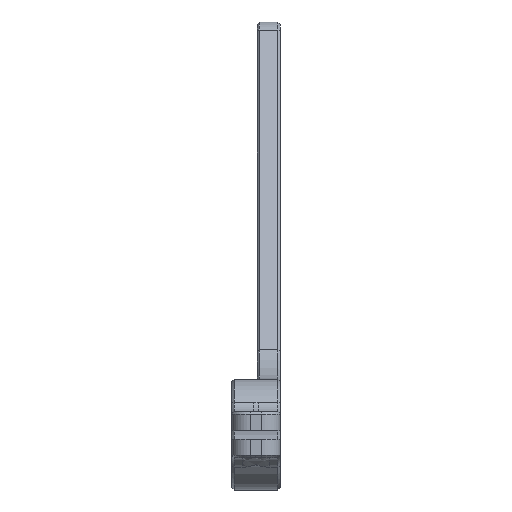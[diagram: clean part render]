
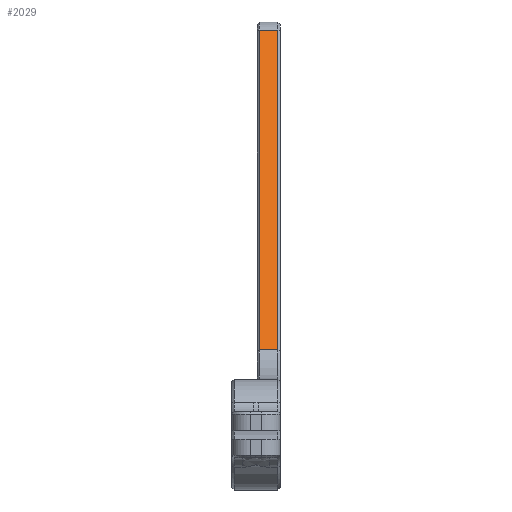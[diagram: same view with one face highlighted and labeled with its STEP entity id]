
A CAD part, left-side view. The second image highlights one B-rep face of the part: STEP entity #2029.
In plain terms, the highlighted planar face has unit normal (-0.735, 0, 0.678).
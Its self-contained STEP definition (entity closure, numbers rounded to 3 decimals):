
#67 = LINE ( 'NONE', #371, #580 ) ;
#197 = ORIENTED_EDGE ( 'NONE', *, *, #4299, .T. ) ;
#237 = AXIS2_PLACEMENT_3D ( 'NONE', #4238, #2063, #4272 ) ;
#371 = CARTESIAN_POINT ( 'NONE',  ( 90.94, 0., 18.437 ) ) ;
#423 = CARTESIAN_POINT ( 'NONE',  ( 90.94, 4.5, 18.437 ) ) ;
#580 = VECTOR ( 'NONE', #3724, 1000. ) ;
#885 = VERTEX_POINT ( 'NONE', #3271 ) ;
#925 = EDGE_CURVE ( 'NONE', #3921, #1419, #67, .T. ) ;
#989 = VECTOR ( 'NONE', #4743, 1000. ) ;
#1143 = DIRECTION ( 'NONE',  ( -0.678, 0., -0.735 ) ) ;
#1150 = EDGE_CURVE ( 'NONE', #1950, #3921, #3831, .T. ) ;
#1254 = ORIENTED_EDGE ( 'NONE', *, *, #2242, .F. ) ;
#1419 = VERTEX_POINT ( 'NONE', #4597 ) ;
#1919 = LINE ( 'NONE', #3851, #4928 ) ;
#1950 = VERTEX_POINT ( 'NONE', #3392 ) ;
#1994 = CARTESIAN_POINT ( 'NONE',  ( 155.055, 5., 87.921 ) ) ;
#2029 = ADVANCED_FACE ( 'NONE', ( #3002 ), #4638, .F. ) ;
#2063 = DIRECTION ( 'NONE',  ( 0.735, 0., -0.678 ) ) ;
#2242 = EDGE_CURVE ( 'NONE', #1950, #885, #2509, .T. ) ;
#2318 = DIRECTION ( 'NONE',  ( 0.678, 0., 0.735 ) ) ;
#2509 = LINE ( 'NONE', #1994, #989 ) ;
#2821 = ORIENTED_EDGE ( 'NONE', *, *, #1150, .T. ) ;
#3002 = FACE_OUTER_BOUND ( 'NONE', #3945, .T. ) ;
#3271 = CARTESIAN_POINT ( 'NONE',  ( 155.055, 0.5, 87.921 ) ) ;
#3392 = CARTESIAN_POINT ( 'NONE',  ( 155.055, 4.5, 87.921 ) ) ;
#3724 = DIRECTION ( 'NONE',  ( 0., -1., 0. ) ) ;
#3831 = LINE ( 'NONE', #423, #4468 ) ;
#3851 = CARTESIAN_POINT ( 'NONE',  ( 155.055, 0.5, 87.921 ) ) ;
#3921 = VERTEX_POINT ( 'NONE', #4269 ) ;
#3945 = EDGE_LOOP ( 'NONE', ( #4432, #197, #1254, #2821 ) ) ;
#4238 = CARTESIAN_POINT ( 'NONE',  ( 155.055, 5., 87.921 ) ) ;
#4269 = CARTESIAN_POINT ( 'NONE',  ( 90.94, 4.5, 18.437 ) ) ;
#4272 = DIRECTION ( 'NONE',  ( -0.678, 0., -0.735 ) ) ;
#4299 = EDGE_CURVE ( 'NONE', #1419, #885, #1919, .T. ) ;
#4432 = ORIENTED_EDGE ( 'NONE', *, *, #925, .T. ) ;
#4468 = VECTOR ( 'NONE', #1143, 1000. ) ;
#4597 = CARTESIAN_POINT ( 'NONE',  ( 90.94, 0.5, 18.437 ) ) ;
#4638 = PLANE ( 'NONE',  #237 ) ;
#4743 = DIRECTION ( 'NONE',  ( 0., -1., 0. ) ) ;
#4928 = VECTOR ( 'NONE', #2318, 1000. ) ;
